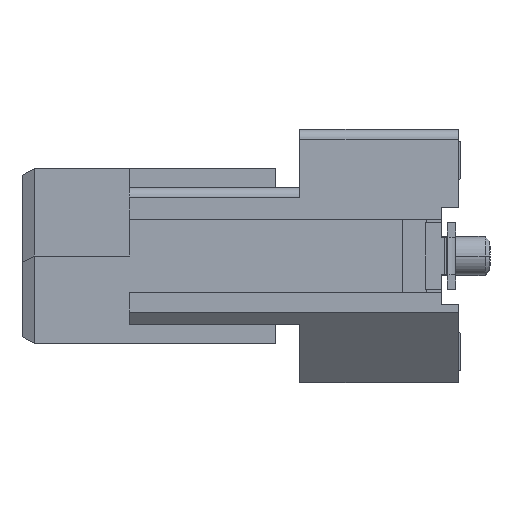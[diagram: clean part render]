
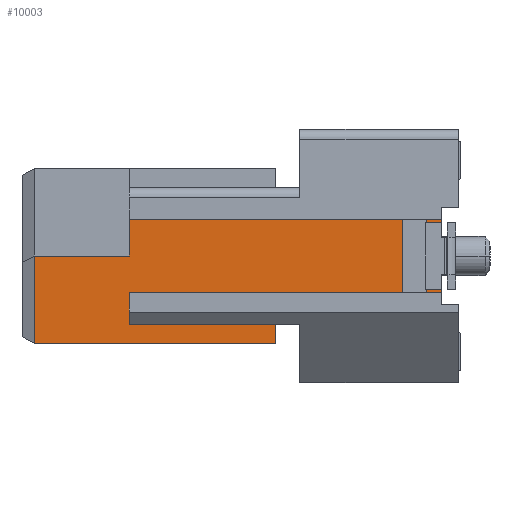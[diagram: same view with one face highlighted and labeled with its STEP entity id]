
A CAD part, left-side view. The second image highlights one B-rep face of the part: STEP entity #10003.
In plain terms, the highlighted planar face has unit normal (-1, 0, 0).
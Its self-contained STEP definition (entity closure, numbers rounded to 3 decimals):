
#244=DIRECTION('',(0.,0.,-1.));
#245=VECTOR('',#244,0.065);
#246=CARTESIAN_POINT('',(-33.64,-4.1,0.75));
#247=LINE('',#246,#245);
#278=DIRECTION('',(0.,0.,-1.));
#279=VECTOR('',#278,0.065);
#280=CARTESIAN_POINT('',(-33.64,-4.1,-0.685));
#281=LINE('',#280,#279);
#698=DIRECTION('',(0.,0.,-1.));
#699=VECTOR('',#698,1.79);
#700=CARTESIAN_POINT('',(-33.64,4.25,0.));
#701=LINE('',#700,#699);
#702=DIRECTION('',(0.,-1.,0.));
#703=VECTOR('',#702,1.95);
#704=CARTESIAN_POINT('',(-33.64,4.25,0.));
#705=LINE('',#704,#703);
#706=DIRECTION('',(0.,0.,1.));
#707=VECTOR('',#706,1.125);
#708=CARTESIAN_POINT('',(-33.64,2.3,0.));
#709=LINE('',#708,#707);
#710=DIRECTION('',(0.,-1.,0.));
#711=VECTOR('',#710,6.3);
#712=CARTESIAN_POINT('',(-33.64,2.3,1.125));
#713=LINE('',#712,#711);
#714=DIRECTION('',(0.,-1.,0.));
#715=VECTOR('',#714,0.1);
#716=CARTESIAN_POINT('',(-33.64,-4.,0.75));
#717=LINE('',#716,#715);
#718=DIRECTION('',(0.,1.,0.));
#719=VECTOR('',#718,0.3);
#720=CARTESIAN_POINT('',(-33.64,-4.1,0.685));
#721=LINE('',#720,#719);
#722=DIRECTION('',(0.,0.,-1.));
#723=VECTOR('',#722,0.415);
#724=CARTESIAN_POINT('',(-33.64,-3.8,1.1));
#725=LINE('',#724,#723);
#726=DIRECTION('',(0.,1.,0.));
#727=VECTOR('',#726,0.5);
#728=CARTESIAN_POINT('',(-33.64,-3.8,1.1));
#729=LINE('',#728,#727);
#730=DIRECTION('',(0.,0.,-1.));
#731=VECTOR('',#730,2.2);
#732=CARTESIAN_POINT('',(-33.64,-3.3,1.1));
#733=LINE('',#732,#731);
#734=DIRECTION('',(0.,1.,0.));
#735=VECTOR('',#734,0.5);
#736=CARTESIAN_POINT('',(-33.64,-3.8,-1.1));
#737=LINE('',#736,#735);
#738=DIRECTION('',(0.,0.,-1.));
#739=VECTOR('',#738,0.415);
#740=CARTESIAN_POINT('',(-33.64,-3.8,-0.685));
#741=LINE('',#740,#739);
#742=DIRECTION('',(0.,1.,0.));
#743=VECTOR('',#742,0.3);
#744=CARTESIAN_POINT('',(-33.64,-4.1,-0.685));
#745=LINE('',#744,#743);
#746=DIRECTION('',(0.,0.,-1.));
#747=VECTOR('',#746,0.275);
#748=CARTESIAN_POINT('',(-33.64,2.3,-1.125));
#749=LINE('',#748,#747);
#1282=DIRECTION('',(0.,0.,-1.));
#1283=VECTOR('',#1282,0.375);
#1284=CARTESIAN_POINT('',(-33.64,-4.,1.125));
#1285=LINE('',#1284,#1283);
#1302=DIRECTION('',(0.,0.,-1.));
#1303=VECTOR('',#1302,0.375);
#1304=CARTESIAN_POINT('',(-33.64,-4.,-0.75));
#1305=LINE('',#1304,#1303);
#1418=DIRECTION('',(0.,-1.,0.));
#1419=VECTOR('',#1418,0.1);
#1420=CARTESIAN_POINT('',(-33.64,-4.,-0.75));
#1421=LINE('',#1420,#1419);
#2698=DIRECTION('',(0.,0.,1.));
#2699=VECTOR('',#2698,0.39);
#2700=CARTESIAN_POINT('',(-33.64,-0.7,-1.79));
#2701=LINE('',#2700,#2699);
#4155=DIRECTION('',(0.,1.,0.));
#4156=VECTOR('',#4155,3.);
#4157=CARTESIAN_POINT('',(-33.64,-0.7,-1.4));
#4158=LINE('',#4157,#4156);
#5799=DIRECTION('',(0.,-1.,0.));
#5800=VECTOR('',#5799,4.95);
#5801=CARTESIAN_POINT('',(-33.64,4.25,-1.79));
#5802=LINE('',#5801,#5800);
#6791=DIRECTION('',(0.,-1.,0.));
#6792=VECTOR('',#6791,6.3);
#6793=CARTESIAN_POINT('',(-33.64,2.3,-1.125));
#6794=LINE('',#6793,#6792);
#6937=CARTESIAN_POINT('',(-33.64,-0.7,-1.79));
#6938=CARTESIAN_POINT('',(-33.64,-0.7,-1.4));
#6939=VERTEX_POINT('',#6937);
#6940=VERTEX_POINT('',#6938);
#6982=CARTESIAN_POINT('',(-33.64,2.3,-1.4));
#6984=VERTEX_POINT('',#6982);
#7299=CARTESIAN_POINT('',(-33.64,-4.1,0.75));
#7300=VERTEX_POINT('',#7299);
#7301=CARTESIAN_POINT('',(-33.64,-4.1,-0.75));
#7302=VERTEX_POINT('',#7301);
#7309=CARTESIAN_POINT('',(-33.64,2.3,0.));
#7310=VERTEX_POINT('',#7309);
#7311=CARTESIAN_POINT('',(-33.64,-4.,-1.125));
#7313=VERTEX_POINT('',#7311);
#7316=CARTESIAN_POINT('',(-33.64,-4.,1.125));
#7318=VERTEX_POINT('',#7316);
#7343=CARTESIAN_POINT('',(-33.64,2.3,-1.125));
#7344=VERTEX_POINT('',#7343);
#7346=CARTESIAN_POINT('',(-33.64,2.3,1.125));
#7348=VERTEX_POINT('',#7346);
#7351=CARTESIAN_POINT('',(-33.64,-4.,0.75));
#7353=VERTEX_POINT('',#7351);
#7355=CARTESIAN_POINT('',(-33.64,-4.,-0.75));
#7357=VERTEX_POINT('',#7355);
#7375=CARTESIAN_POINT('',(-33.64,-3.8,-1.1));
#7376=CARTESIAN_POINT('',(-33.64,-3.3,-1.1));
#7377=VERTEX_POINT('',#7375);
#7378=VERTEX_POINT('',#7376);
#7379=CARTESIAN_POINT('',(-33.64,-3.8,1.1));
#7380=CARTESIAN_POINT('',(-33.64,-3.3,1.1));
#7381=VERTEX_POINT('',#7379);
#7382=VERTEX_POINT('',#7380);
#7806=CARTESIAN_POINT('',(-33.64,-3.8,-0.685));
#7808=VERTEX_POINT('',#7806);
#7810=CARTESIAN_POINT('',(-33.64,-3.8,0.685));
#7812=VERTEX_POINT('',#7810);
#7837=CARTESIAN_POINT('',(-33.64,-4.1,-0.685));
#7838=VERTEX_POINT('',#7837);
#7859=CARTESIAN_POINT('',(-33.64,-4.1,0.685));
#7860=VERTEX_POINT('',#7859);
#9061=CARTESIAN_POINT('',(-33.64,4.25,0.));
#9062=CARTESIAN_POINT('',(-33.64,4.25,-1.79));
#9063=VERTEX_POINT('',#9061);
#9064=VERTEX_POINT('',#9062);
#9958=CARTESIAN_POINT('',(-33.64,-0.7,1.79));
#9959=DIRECTION('',(1.,0.,0.));
#9960=DIRECTION('',(0.,1.,0.));
#9961=AXIS2_PLACEMENT_3D('',#9958,#9959,#9960);
#9962=PLANE('',#9961);
#9964=ORIENTED_EDGE('',*,*,#9963,.F.);
#9966=ORIENTED_EDGE('',*,*,#9965,.T.);
#9968=ORIENTED_EDGE('',*,*,#9967,.T.);
#9970=ORIENTED_EDGE('',*,*,#9969,.T.);
#9972=ORIENTED_EDGE('',*,*,#9971,.T.);
#9974=ORIENTED_EDGE('',*,*,#9973,.T.);
#9975=ORIENTED_EDGE('',*,*,#9404,.T.);
#9976=ORIENTED_EDGE('',*,*,#9505,.T.);
#9977=ORIENTED_EDGE('',*,*,#9937,.F.);
#9979=ORIENTED_EDGE('',*,*,#9978,.T.);
#9981=ORIENTED_EDGE('',*,*,#9980,.T.);
#9983=ORIENTED_EDGE('',*,*,#9982,.F.);
#9984=ORIENTED_EDGE('',*,*,#9916,.F.);
#9985=ORIENTED_EDGE('',*,*,#9613,.F.);
#9986=ORIENTED_EDGE('',*,*,#9423,.T.);
#9988=ORIENTED_EDGE('',*,*,#9987,.F.);
#9990=ORIENTED_EDGE('',*,*,#9989,.T.);
#9992=ORIENTED_EDGE('',*,*,#9991,.F.);
#9994=ORIENTED_EDGE('',*,*,#9993,.T.);
#9996=ORIENTED_EDGE('',*,*,#9995,.F.);
#9998=ORIENTED_EDGE('',*,*,#9997,.F.);
#10000=ORIENTED_EDGE('',*,*,#9999,.F.);
#10001=EDGE_LOOP('',(#9964,#9966,#9968,#9970,#9972,#9974,#9975,#9976,#9977,
#9979,#9981,#9983,#9984,#9985,#9986,#9988,#9990,#9992,#9994,#9996,#9998,
#10000));
#10002=FACE_OUTER_BOUND('',#10001,.F.);
#10003=ADVANCED_FACE('',(#10002),#9962,.F.);
#9404=EDGE_CURVE('',#7300,#7860,#247,.T.);
#9423=EDGE_CURVE('',#7838,#7302,#281,.T.);
#9505=EDGE_CURVE('',#7860,#7812,#721,.T.);
#9613=EDGE_CURVE('',#7838,#7808,#745,.T.);
#9916=EDGE_CURVE('',#7808,#7377,#741,.T.);
#9937=EDGE_CURVE('',#7381,#7812,#725,.T.);
#9963=EDGE_CURVE('',#9063,#9064,#701,.T.);
#9965=EDGE_CURVE('',#9063,#7310,#705,.T.);
#9967=EDGE_CURVE('',#7310,#7348,#709,.T.);
#9969=EDGE_CURVE('',#7348,#7318,#713,.T.);
#9971=EDGE_CURVE('',#7318,#7353,#1285,.T.);
#9973=EDGE_CURVE('',#7353,#7300,#717,.T.);
#9978=EDGE_CURVE('',#7381,#7382,#729,.T.);
#9980=EDGE_CURVE('',#7382,#7378,#733,.T.);
#9982=EDGE_CURVE('',#7377,#7378,#737,.T.);
#9987=EDGE_CURVE('',#7357,#7302,#1421,.T.);
#9989=EDGE_CURVE('',#7357,#7313,#1305,.T.);
#9991=EDGE_CURVE('',#7344,#7313,#6794,.T.);
#9993=EDGE_CURVE('',#7344,#6984,#749,.T.);
#9995=EDGE_CURVE('',#6940,#6984,#4158,.T.);
#9997=EDGE_CURVE('',#6939,#6940,#2701,.T.);
#9999=EDGE_CURVE('',#9064,#6939,#5802,.T.);
